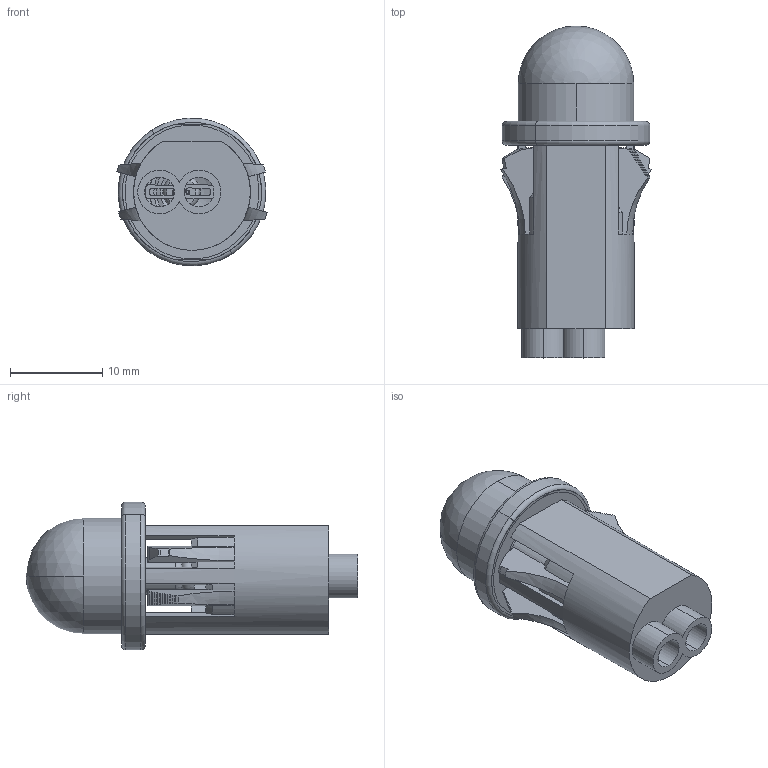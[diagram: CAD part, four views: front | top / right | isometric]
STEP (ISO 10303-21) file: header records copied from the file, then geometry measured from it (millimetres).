
FILE_DESCRIPTION (( 'STEP AP203' ), '1' );
FILE_NAME ('1050A.STEP', '2016-11-15T23:39:13', ( '' ), ( '' ), 'SwSTEP 2.0', 'SolidWorks 2016', '' );
FILE_SCHEMA (( 'CONFIG_CONTROL_DESIGN' ));
Length unit declared in the file: inch
Products named in the file (6): MT2921-A9708; D10755,D1441-B1607; 2187_Configuration for B7635; 1050A; E13976 C8305; MB0460S
Assembly tree (6 placements, depth 2):
  1050A
    E13976 C8305
    MB0460S
    MT2921-A9708  x2
    D10755,D1441-B1607
    2187_Configuration for B7635
Bounding box: 16.28 x 35.94 x 15.98 mm (x, y, z)
Volume: 1505.8 mm3; surface area: 4154.6 mm2
Topology: 6 solids, 7 shells, 398 faces, 1130 edges, 720 vertices
Faces by surface type: cylinder 152, plane 130, bspline 48, cone 30, torus 30, sphere 8
Entity records: 13778 total; most frequent: CARTESIAN_POINT 3131, ORIENTED_EDGE 2152, DIRECTION 2142, EDGE_CURVE 1076, AXIS2_PLACEMENT_3D 853, VERTEX_POINT 688, CIRCLE 512, VECTOR 436
